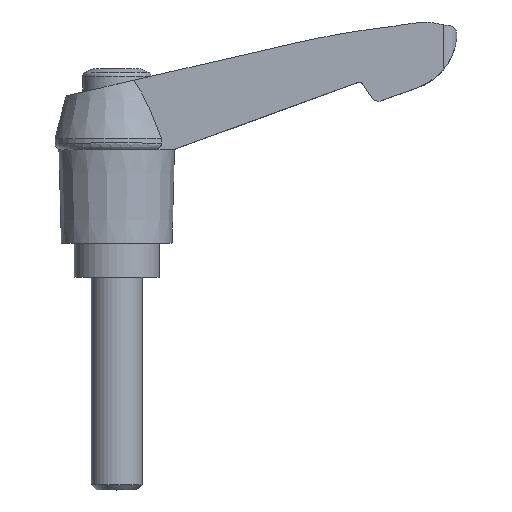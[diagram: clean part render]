
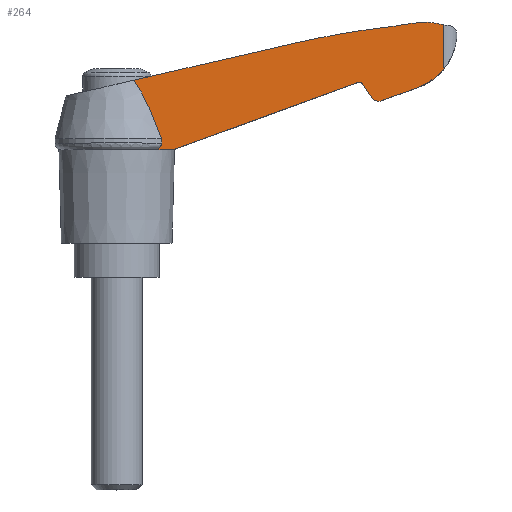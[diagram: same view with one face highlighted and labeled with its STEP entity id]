
A CAD part, top view. The second image highlights one B-rep face of the part: STEP entity #264.
In plain terms, the highlighted planar face has unit normal (0.035, 0, 0.999).
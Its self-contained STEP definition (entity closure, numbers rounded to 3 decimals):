
#264 = ADVANCED_FACE( '', ( #539 ), #540, .F. );
#539 = FACE_OUTER_BOUND( '', #810, .T. );
#540 = PLANE( '', #811 );
#810 = EDGE_LOOP( '', ( #1536, #1537, #1538, #1539, #1540, #1541, #1542, #1543, #1544, #1545, #1546, #1547, #1548, #1549, #1550 ) );
#811 = AXIS2_PLACEMENT_3D( '', #1551, #1552, #1553 );
#1536 = ORIENTED_EDGE( '', *, *, #1779, .F. );
#1537 = ORIENTED_EDGE( '', *, *, #1785, .T. );
#1538 = ORIENTED_EDGE( '', *, *, #1782, .F. );
#1539 = ORIENTED_EDGE( '', *, *, #1640, .F. );
#1540 = ORIENTED_EDGE( '', *, *, #1718, .T. );
#1541 = ORIENTED_EDGE( '', *, *, #1721, .F. );
#1542 = ORIENTED_EDGE( '', *, *, #1748, .F. );
#1543 = ORIENTED_EDGE( '', *, *, #1857, .F. );
#1544 = ORIENTED_EDGE( '', *, *, #1606, .F. );
#1545 = ORIENTED_EDGE( '', *, *, #1766, .F. );
#1546 = ORIENTED_EDGE( '', *, *, #1761, .F. );
#1547 = ORIENTED_EDGE( '', *, *, #1662, .F. );
#1548 = ORIENTED_EDGE( '', *, *, #1883, .F. );
#1549 = ORIENTED_EDGE( '', *, *, #1845, .F. );
#1550 = ORIENTED_EDGE( '', *, *, #1866, .F. );
#1551 = CARTESIAN_POINT( '', ( 0., 35., 5.157 ) );
#1552 = DIRECTION( '', ( -0.035, 0., -0.999 ) );
#1553 = DIRECTION( '', ( -0.999, 0., 0.035 ) );
#1606 = EDGE_CURVE( '', #1915, #1894, #1917, .T. );
#1640 = EDGE_CURVE( '', #1978, #1969, #1980, .T. );
#1662 = EDGE_CURVE( '', #2016, #2011, #2018, .T. );
#1718 = EDGE_CURVE( '', #1978, #2109, #2111, .T. );
#1721 = EDGE_CURVE( '', #2113, #2109, #2115, .T. );
#1748 = EDGE_CURVE( '', #2154, #2113, #2156, .T. );
#1761 = EDGE_CURVE( '', #2011, #2172, #2173, .T. );
#1766 = EDGE_CURVE( '', #2172, #1915, #2179, .T. );
#1779 = EDGE_CURVE( '', #2195, #2197, #2198, .T. );
#1782 = EDGE_CURVE( '', #1969, #2201, #2202, .T. );
#1785 = EDGE_CURVE( '', #2195, #2201, #2205, .T. );
#1845 = EDGE_CURVE( '', #2283, #2284, #2285, .T. );
#1857 = EDGE_CURVE( '', #1894, #2154, #2299, .T. );
#1866 = EDGE_CURVE( '', #2197, #2283, #2308, .T. );
#1883 = EDGE_CURVE( '', #2284, #2016, #2327, .T. );
#1894 = VERTEX_POINT( '', #2338 );
#1915 = VERTEX_POINT( '', #2400 );
#1917 = ELLIPSE( '', #2421, 7.004, 7. );
#1969 = VERTEX_POINT( '', #2487 );
#1978 = VERTEX_POINT( '', #2512 );
#1980 = LINE( '', #2515, #2516 );
#2011 = VERTEX_POINT( '', #2554 );
#2016 = VERTEX_POINT( '', #2560 );
#2018 = ELLIPSE( '', #2563, 29.818, 29.8 );
#2109 = VERTEX_POINT( '', #2697 );
#2111 = ELLIPSE( '', #2700, 0.5, 0.5 );
#2113 = VERTEX_POINT( '', #2702 );
#2115 = LINE( '', #2705, #2706 );
#2154 = VERTEX_POINT( '', #2761 );
#2156 = ELLIPSE( '', #2764, 1.001, 1. );
#2172 = VERTEX_POINT( '', #2786 );
#2173 = ELLIPSE( '', #2787, 31.019, 31. );
#2179 = LINE( '', #2808, #2809 );
#2195 = VERTEX_POINT( '', #2832 );
#2197 = VERTEX_POINT( '', #2834 );
#2198 = LINE( '', #2835, #2836 );
#2201 = VERTEX_POINT( '', #2839 );
#2202 = LINE( '', #2840, #2841 );
#2205 = B_SPLINE_CURVE_WITH_KNOTS( '', 3, ( #2844, #2845, #2846, #2847, #2848, #2849 ), .UNSPECIFIED., .F., .F., ( 4, 2, 4 ), ( 0., 0.001, 0.001 ), .UNSPECIFIED. );
#2283 = VERTEX_POINT( '', #2966 );
#2284 = VERTEX_POINT( '', #2967 );
#2285 = LINE( '', #2968, #2969 );
#2299 = LINE( '', #2987, #2988 );
#2308 = B_SPLINE_CURVE_WITH_KNOTS( '', 3, ( #3008, #3009, #3010, #3011, #3012, #3013, #3014, #3015, #3016, #3017 ), .UNSPECIFIED., .F., .F., ( 4, 2, 2, 2, 4 ), ( 0., 0.004, 0.006, 0.007, 0.008 ), .UNSPECIFIED. );
#2327 = ELLIPSE( '', #3041, 105.065, 105. );
#2338 = CARTESIAN_POINT( '', ( 35.1, 22.192, 3.922 ) );
#2400 = CARTESIAN_POINT( '', ( 38.456, 24.475, 3.804 ) );
#2421 = AXIS2_PLACEMENT_3D( '', #3067, #3068, #3069 );
#2487 = CARTESIAN_POINT( '', ( 6.7, 15., 4.921 ) );
#2512 = CARTESIAN_POINT( '', ( 28.344, 22.878, 4.16 ) );
#2515 = CARTESIAN_POINT( '', ( 6.628, 14.974, 4.924 ) );
#2516 = VECTOR( '', #3115, 1000. );
#2554 = CARTESIAN_POINT( '', ( 36.6, 30., 3.87 ) );
#2560 = CARTESIAN_POINT( '', ( 32.6, 29.5, 4.01 ) );
#2563 = AXIS2_PLACEMENT_3D( '', #3146, #3147, #3148 );
#2697 = CARTESIAN_POINT( '', ( 28.929, 22.687, 4.139 ) );
#2700 = AXIS2_PLACEMENT_3D( '', #3235, #3236, #3237 );
#2702 = CARTESIAN_POINT( '', ( 29.977, 21.134, 4.102 ) );
#2705 = CARTESIAN_POINT( '', ( 28.895, 22.738, 4.141 ) );
#2706 = VECTOR( '', #3239, 1000. );
#2761 = CARTESIAN_POINT( '', ( 31.148, 20.754, 4.061 ) );
#2764 = AXIS2_PLACEMENT_3D( '', #3263, #3264, #3265 );
#2786 = CARTESIAN_POINT( '', ( 38.456, 29.67, 3.804 ) );
#2787 = AXIS2_PLACEMENT_3D( '', #3281, #3282, #3283 );
#2808 = CARTESIAN_POINT( '', ( 38.456, 35., 3.804 ) );
#2809 = VECTOR( '', #3285, 1000. );
#2832 = CARTESIAN_POINT( '', ( 5.277, 15.772, 4.971 ) );
#2834 = CARTESIAN_POINT( '', ( 5.277, 16.3, 4.971 ) );
#2835 = CARTESIAN_POINT( '', ( 5.277, 44.198, 4.971 ) );
#2836 = VECTOR( '', #3296, 1000. );
#2839 = CARTESIAN_POINT( '', ( 4.596, 15., 4.995 ) );
#2840 = CARTESIAN_POINT( '', ( -0.074, 15., 5.159 ) );
#2841 = VECTOR( '', #3300, 1000. );
#2844 = CARTESIAN_POINT( '', ( 5.277, 15.772, 4.971 ) );
#2845 = CARTESIAN_POINT( '', ( 5.273, 15.588, 4.971 ) );
#2846 = CARTESIAN_POINT( '', ( 5.185, 15.415, 4.974 ) );
#2847 = CARTESIAN_POINT( '', ( 4.931, 15.154, 4.983 ) );
#2848 = CARTESIAN_POINT( '', ( 4.769, 15.062, 4.989 ) );
#2849 = CARTESIAN_POINT( '', ( 4.596, 15., 4.995 ) );
#2966 = CARTESIAN_POINT( '', ( 2.014, 23.149, 5.086 ) );
#2967 = CARTESIAN_POINT( '', ( 21., 27.532, 4.418 ) );
#2968 = CARTESIAN_POINT( '', ( 20.906, 27.511, 4.422 ) );
#2969 = VECTOR( '', #3374, 1000. );
#2987 = CARTESIAN_POINT( '', ( 31.049, 20.718, 4.065 ) );
#2988 = VECTOR( '', #3385, 1000. );
#3008 = CARTESIAN_POINT( '', ( 5.277, 16.3, 4.971 ) );
#3009 = CARTESIAN_POINT( '', ( 4.838, 17.49, 4.987 ) );
#3010 = CARTESIAN_POINT( '', ( 4.376, 18.673, 5.003 ) );
#3011 = CARTESIAN_POINT( '', ( 3.6, 20.41, 5.03 ) );
#3012 = CARTESIAN_POINT( '', ( 3.327, 20.983, 5.04 ) );
#3013 = CARTESIAN_POINT( '', ( 2.876, 21.822, 5.056 ) );
#3014 = CARTESIAN_POINT( '', ( 2.72, 22.097, 5.061 ) );
#3015 = CARTESIAN_POINT( '', ( 2.385, 22.636, 5.073 ) );
#3016 = CARTESIAN_POINT( '', ( 2.207, 22.899, 5.079 ) );
#3017 = CARTESIAN_POINT( '', ( 2.014, 23.149, 5.086 ) );
#3041 = AXIS2_PLACEMENT_3D( '', #3397, #3398, #3399 );
#3067 = CARTESIAN_POINT( '', ( 33.01, 28.873, 3.996 ) );
#3068 = DIRECTION( '', ( -0.035, 0., -0.999 ) );
#3069 = DIRECTION( '', ( 0.999, 0., -0.035 ) );
#3115 = DIRECTION( '', ( -0.939, -0.342, 0.033 ) );
#3146 = CARTESIAN_POINT( '', ( 38.288, 0.248, 3.81 ) );
#3147 = DIRECTION( '', ( -0.035, 0., -0.999 ) );
#3148 = DIRECTION( '', ( 0.999, 0., -0.035 ) );
#3235 = CARTESIAN_POINT( '', ( 28.515, 22.408, 4.154 ) );
#3236 = DIRECTION( '', ( -0.035, 0., -0.999 ) );
#3237 = DIRECTION( '', ( 0.999, 0., -0.035 ) );
#3239 = DIRECTION( '', ( -0.559, 0.829, 0.02 ) );
#3263 = CARTESIAN_POINT( '', ( 30.806, 21.694, 4.073 ) );
#3264 = DIRECTION( '', ( -0.035, 0., -0.999 ) );
#3265 = DIRECTION( '', ( 0.999, 0., -0.035 ) );
#3281 = CARTESIAN_POINT( '', ( 32.097, -0.671, 4.028 ) );
#3282 = DIRECTION( '', ( -0.035, 0., -0.999 ) );
#3283 = DIRECTION( '', ( 0.999, 0., -0.035 ) );
#3285 = DIRECTION( '', ( 0., -1., 0. ) );
#3296 = DIRECTION( '', ( 0., 1., 0. ) );
#3300 = DIRECTION( '', ( -0.999, 0., 0.035 ) );
#3374 = DIRECTION( '', ( 0.974, 0.225, -0.034 ) );
#3385 = DIRECTION( '', ( -0.939, -0.342, 0.033 ) );
#3397 = CARTESIAN_POINT( '', ( 44.332, -74.843, 3.598 ) );
#3398 = DIRECTION( '', ( -0.035, 0., -0.999 ) );
#3399 = DIRECTION( '', ( 0.999, 0., -0.035 ) );
